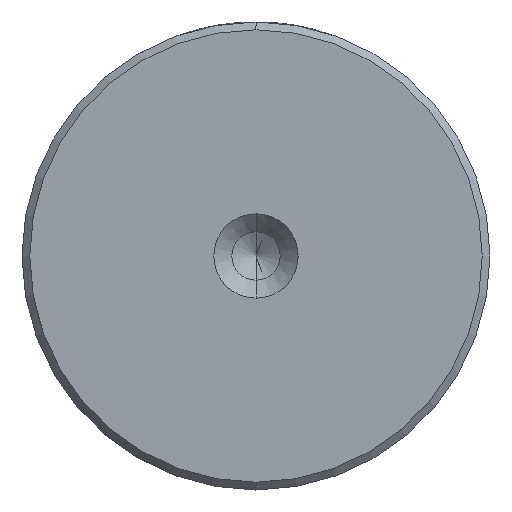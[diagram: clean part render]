
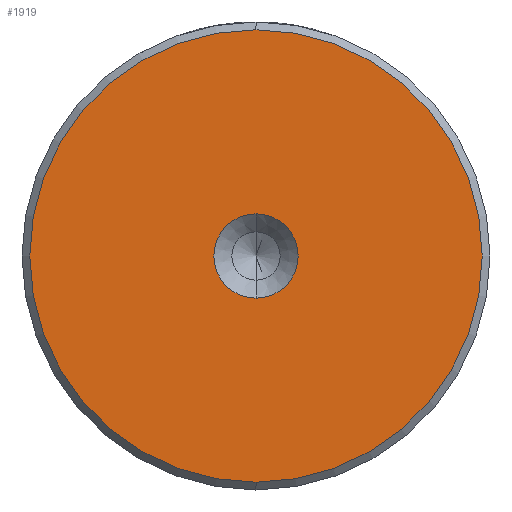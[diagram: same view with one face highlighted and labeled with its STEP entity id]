
A CAD part, left-side view. The second image highlights one B-rep face of the part: STEP entity #1919.
In plain terms, the highlighted planar face has unit normal (-1, 0, 0).
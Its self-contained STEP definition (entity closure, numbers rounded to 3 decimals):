
#2 = CIRCLE ( 'NONE', #1693, 2.7 ) ;
#71 = CARTESIAN_POINT ( 'NONE',  ( 0., 0., -14.5 ) ) ;
#86 = CARTESIAN_POINT ( 'NONE',  ( 0., 0., 14.5 ) ) ;
#202 = FACE_OUTER_BOUND ( 'NONE', #867, .T. ) ;
#231 = CARTESIAN_POINT ( 'NONE',  ( 0., 0., 0. ) ) ;
#243 = CIRCLE ( 'NONE', #1478, 2.7 ) ;
#352 = CARTESIAN_POINT ( 'NONE',  ( 0., 0., -2.7 ) ) ;
#416 = DIRECTION ( 'NONE',  ( 0., 0., 1. ) ) ;
#578 = ORIENTED_EDGE ( 'NONE', *, *, #1157, .T. ) ;
#739 = DIRECTION ( 'NONE',  ( -1., 0., 0. ) ) ;
#741 = CARTESIAN_POINT ( 'NONE',  ( 0., 0., 0. ) ) ;
#800 = PLANE ( 'NONE',  #2055 ) ;
#819 = EDGE_CURVE ( 'NONE', #2139, #2368, #243, .T. ) ;
#859 = CIRCLE ( 'NONE', #1225, 14.5 ) ;
#867 = EDGE_LOOP ( 'NONE', ( #578, #2112 ) ) ;
#922 = DIRECTION ( 'NONE',  ( 0., 0., 1. ) ) ;
#949 = DIRECTION ( 'NONE',  ( -1., 0., 0. ) ) ;
#979 = DIRECTION ( 'NONE',  ( 0., 0., 1. ) ) ;
#1048 = EDGE_CURVE ( 'NONE', #2368, #2139, #2, .T. ) ;
#1157 = EDGE_CURVE ( 'NONE', #1979, #1410, #1294, .T. ) ;
#1225 = AXIS2_PLACEMENT_3D ( 'NONE', #741, #2019, #922 ) ;
#1294 = CIRCLE ( 'NONE', #2309, 14.5 ) ;
#1410 = VERTEX_POINT ( 'NONE', #86 ) ;
#1478 = AXIS2_PLACEMENT_3D ( 'NONE', #231, #1491, #416 ) ;
#1491 = DIRECTION ( 'NONE',  ( -1., 0., 0. ) ) ;
#1524 = ORIENTED_EDGE ( 'NONE', *, *, #1048, .F. ) ;
#1693 = AXIS2_PLACEMENT_3D ( 'NONE', #1829, #739, #2017 ) ;
#1829 = CARTESIAN_POINT ( 'NONE',  ( 0., 0., 0. ) ) ;
#1855 = CARTESIAN_POINT ( 'NONE',  ( 0., 0., 2.7 ) ) ;
#1892 = CARTESIAN_POINT ( 'NONE',  ( 0., 0., 0. ) ) ;
#1919 = ADVANCED_FACE ( 'NONE', ( #202, #2148 ), #800, .T. ) ;
#1979 = VERTEX_POINT ( 'NONE', #71 ) ;
#1985 = EDGE_LOOP ( 'NONE', ( #1524, #2355 ) ) ;
#2017 = DIRECTION ( 'NONE',  ( 0., 0., 1. ) ) ;
#2019 = DIRECTION ( 'NONE',  ( -1., 0., 0. ) ) ;
#2047 = CARTESIAN_POINT ( 'NONE',  ( 0., 0., 0. ) ) ;
#2055 = AXIS2_PLACEMENT_3D ( 'NONE', #1892, #2078, #979 ) ;
#2078 = DIRECTION ( 'NONE',  ( -1., 0., 0. ) ) ;
#2112 = ORIENTED_EDGE ( 'NONE', *, *, #2283, .T. ) ;
#2139 = VERTEX_POINT ( 'NONE', #352 ) ;
#2148 = FACE_BOUND ( 'NONE', #1985, .T. ) ;
#2220 = DIRECTION ( 'NONE',  ( 0., 0., 1. ) ) ;
#2283 = EDGE_CURVE ( 'NONE', #1410, #1979, #859, .T. ) ;
#2309 = AXIS2_PLACEMENT_3D ( 'NONE', #2047, #949, #2220 ) ;
#2355 = ORIENTED_EDGE ( 'NONE', *, *, #819, .F. ) ;
#2368 = VERTEX_POINT ( 'NONE', #1855 ) ;
